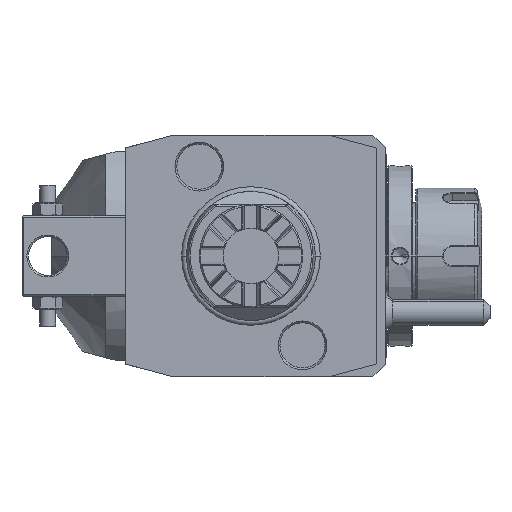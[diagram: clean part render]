
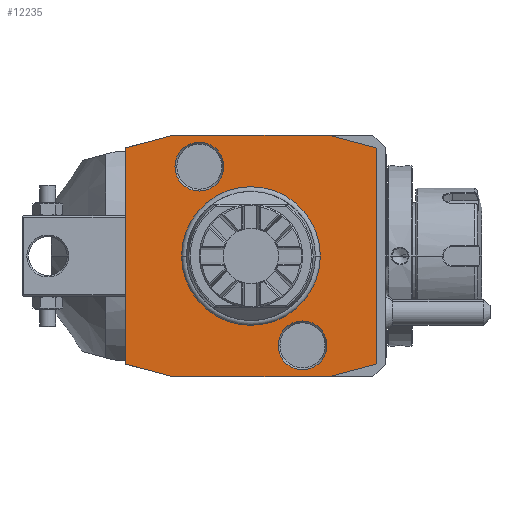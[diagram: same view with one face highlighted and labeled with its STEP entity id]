
A CAD part, front view. The second image highlights one B-rep face of the part: STEP entity #12235.
In plain terms, the highlighted planar face has unit normal (0, -1, 0).
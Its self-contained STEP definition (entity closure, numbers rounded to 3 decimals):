
#1=DIRECTION('',(0.966,0.,-0.259));
#2=VECTOR('',#1,15.529);
#3=CARTESIAN_POINT('',(-39.,0.,-33.481));
#4=LINE('',#3,#2);
#5=DIRECTION('',(0.,0.,-1.));
#6=VECTOR('',#5,66.962);
#7=CARTESIAN_POINT('',(-39.,0.,33.481));
#8=LINE('',#7,#6);
#9=DIRECTION('',(-0.966,0.,-0.259));
#10=VECTOR('',#9,15.529);
#11=CARTESIAN_POINT('',(-24.,0.,37.5));
#12=LINE('',#11,#10);
#13=DIRECTION('',(-1.,0.,0.));
#14=VECTOR('',#13,48.);
#15=CARTESIAN_POINT('',(24.,0.,37.5));
#16=LINE('',#15,#14);
#17=DIRECTION('',(-0.966,0.,0.259));
#18=VECTOR('',#17,15.529);
#19=CARTESIAN_POINT('',(39.,0.,33.481));
#20=LINE('',#19,#18);
#21=DIRECTION('',(0.,0.,1.));
#22=VECTOR('',#21,66.962);
#23=CARTESIAN_POINT('',(39.,0.,-33.481));
#24=LINE('',#23,#22);
#25=DIRECTION('',(0.966,0.,0.259));
#26=VECTOR('',#25,15.529);
#27=CARTESIAN_POINT('',(24.,0.,-37.5));
#28=LINE('',#27,#26);
#29=DIRECTION('',(1.,0.,0.));
#30=VECTOR('',#29,48.);
#31=CARTESIAN_POINT('',(-24.,0.,-37.5));
#32=LINE('',#31,#30);
#33=CARTESIAN_POINT('',(-16.,0.,27.713));
#34=DIRECTION('',(0.,1.,0.));
#35=DIRECTION('',(-1.,0.,0.));
#36=AXIS2_PLACEMENT_3D('',#33,#34,#35);
#38=CARTESIAN_POINT('',(-16.,0.,27.713));
#39=DIRECTION('',(0.,1.,0.));
#40=DIRECTION('',(1.,0.,0.));
#41=AXIS2_PLACEMENT_3D('',#38,#39,#40);
#43=CARTESIAN_POINT('',(16.,0.,-27.713));
#44=DIRECTION('',(0.,1.,0.));
#45=DIRECTION('',(-1.,0.,0.));
#46=AXIS2_PLACEMENT_3D('',#43,#44,#45);
#48=CARTESIAN_POINT('',(16.,0.,-27.713));
#49=DIRECTION('',(0.,1.,0.));
#50=DIRECTION('',(1.,0.,0.));
#51=AXIS2_PLACEMENT_3D('',#48,#49,#50);
#7233=CARTESIAN_POINT('',(0.,0.,0.));
#7234=DIRECTION('',(0.,-1.,0.));
#7235=DIRECTION('',(1.,0.,0.));
#7236=AXIS2_PLACEMENT_3D('',#7233,#7234,#7235);
#7238=CARTESIAN_POINT('',(0.,0.,0.));
#7239=DIRECTION('',(0.,-1.,0.));
#7240=DIRECTION('',(-1.,0.,0.));
#7241=AXIS2_PLACEMENT_3D('',#7238,#7239,#7240);
#10894=CARTESIAN_POINT('',(-23.577,0.,
27.713));
#10895=CARTESIAN_POINT('',(-8.423,0.,
27.713));
#10896=VERTEX_POINT('',#10894);
#10897=VERTEX_POINT('',#10895);
#11026=CARTESIAN_POINT('',(8.423,0.,-27.713));
#11027=CARTESIAN_POINT('',(23.577,0.,-27.713));
#11028=VERTEX_POINT('',#11026);
#11029=VERTEX_POINT('',#11027);
#11970=CARTESIAN_POINT('',(-39.,0.,-33.481));
#11971=CARTESIAN_POINT('',(-24.,0.,-37.5));
#11972=VERTEX_POINT('',#11970);
#11973=VERTEX_POINT('',#11971);
#11974=CARTESIAN_POINT('',(24.,0.,-37.5));
#11975=VERTEX_POINT('',#11974);
#11976=CARTESIAN_POINT('',(39.,0.,-33.481));
#11977=VERTEX_POINT('',#11976);
#11978=CARTESIAN_POINT('',(39.,0.,33.481));
#11979=VERTEX_POINT('',#11978);
#11980=CARTESIAN_POINT('',(24.,0.,37.5));
#11981=VERTEX_POINT('',#11980);
#11982=CARTESIAN_POINT('',(-24.,0.,37.5));
#11983=VERTEX_POINT('',#11982);
#11984=CARTESIAN_POINT('',(-39.,0.,33.481));
#11985=VERTEX_POINT('',#11984);
#12070=CARTESIAN_POINT('',(21.137,0.,0.));
#12071=CARTESIAN_POINT('',(-21.137,0.,0.));
#12072=VERTEX_POINT('',#12070);
#12073=VERTEX_POINT('',#12071);
#12194=CARTESIAN_POINT('',(0.,0.,0.));
#12195=DIRECTION('',(0.,-1.,0.));
#12196=DIRECTION('',(-1.,0.,0.));
#12197=AXIS2_PLACEMENT_3D('',#12194,#12195,#12196);
#12198=PLANE('',#12197);
#12200=ORIENTED_EDGE('',*,*,#12199,.F.);
#12202=ORIENTED_EDGE('',*,*,#12201,.F.);
#12204=ORIENTED_EDGE('',*,*,#12203,.F.);
#12206=ORIENTED_EDGE('',*,*,#12205,.F.);
#12208=ORIENTED_EDGE('',*,*,#12207,.F.);
#12210=ORIENTED_EDGE('',*,*,#12209,.F.);
#12212=ORIENTED_EDGE('',*,*,#12211,.F.);
#12214=ORIENTED_EDGE('',*,*,#12213,.F.);
#12215=EDGE_LOOP('',(#12200,#12202,#12204,#12206,#12208,#12210,#12212,#12214));
#12216=FACE_OUTER_BOUND('',#12215,.F.);
#12218=ORIENTED_EDGE('',*,*,#12217,.T.);
#12220=ORIENTED_EDGE('',*,*,#12219,.T.);
#12221=EDGE_LOOP('',(#12218,#12220));
#12222=FACE_BOUND('',#12221,.F.);
#12224=ORIENTED_EDGE('',*,*,#12223,.F.);
#12226=ORIENTED_EDGE('',*,*,#12225,.F.);
#12227=EDGE_LOOP('',(#12224,#12226));
#12228=FACE_BOUND('',#12227,.F.);
#12230=ORIENTED_EDGE('',*,*,#12229,.F.);
#12232=ORIENTED_EDGE('',*,*,#12231,.F.);
#12233=EDGE_LOOP('',(#12230,#12232));
#12234=FACE_BOUND('',#12233,.F.);
#37=CIRCLE('',#36,7.577);
#42=CIRCLE('',#41,7.577);
#47=CIRCLE('',#46,7.577);
#52=CIRCLE('',#51,7.577);
#7237=CIRCLE('',#7236,21.137);
#7242=CIRCLE('',#7241,21.137);
#12199=EDGE_CURVE('',#11972,#11973,#4,.T.);
#12201=EDGE_CURVE('',#11985,#11972,#8,.T.);
#12203=EDGE_CURVE('',#11983,#11985,#12,.T.);
#12205=EDGE_CURVE('',#11981,#11983,#16,.T.);
#12207=EDGE_CURVE('',#11979,#11981,#20,.T.);
#12209=EDGE_CURVE('',#11977,#11979,#24,.T.);
#12211=EDGE_CURVE('',#11975,#11977,#28,.T.);
#12213=EDGE_CURVE('',#11973,#11975,#32,.T.);
#12217=EDGE_CURVE('',#12072,#12073,#7237,.T.);
#12219=EDGE_CURVE('',#12073,#12072,#7242,.T.);
#12223=EDGE_CURVE('',#10896,#10897,#37,.T.);
#12225=EDGE_CURVE('',#10897,#10896,#42,.T.);
#12229=EDGE_CURVE('',#11028,#11029,#47,.T.);
#12231=EDGE_CURVE('',#11029,#11028,#52,.T.);
#12235=ADVANCED_FACE('',(#12216,#12222,#12228,#12234),#12198,.T.);
